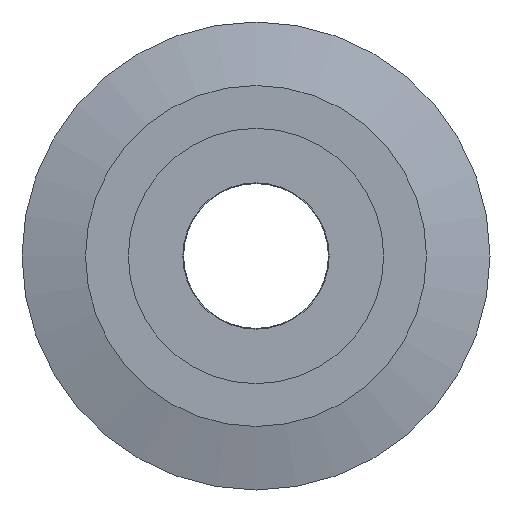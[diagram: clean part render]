
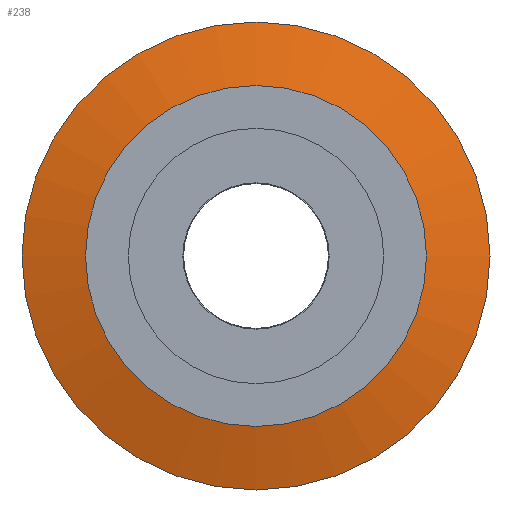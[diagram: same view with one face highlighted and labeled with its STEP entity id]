
A CAD part, front view. The second image highlights one B-rep face of the part: STEP entity #238.
In plain terms, the highlighted conical face has half-angle 75 degrees and reference radius 23.768 mm.
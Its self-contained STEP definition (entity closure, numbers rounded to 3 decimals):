
#26=CONICAL_SURFACE('',#281,23.768,1.309);
#31=FACE_OUTER_BOUND('',#45,.T.);
#45=EDGE_LOOP('',(#182,#183,#184,#185,#186,#187));
#61=LINE('',#427,#69);
#69=VECTOR('',#345,23.768);
#82=CIRCLE('',#279,20.036);
#83=CIRCLE('',#280,20.036);
#84=CIRCLE('',#282,27.5);
#85=CIRCLE('',#283,27.5);
#108=VERTEX_POINT('',#418);
#109=VERTEX_POINT('',#419);
#110=VERTEX_POINT('',#423);
#111=VERTEX_POINT('',#424);
#137=EDGE_CURVE('',#108,#109,#82,.T.);
#138=EDGE_CURVE('',#109,#108,#83,.T.);
#139=EDGE_CURVE('',#110,#111,#84,.T.);
#140=EDGE_CURVE('',#111,#110,#85,.T.);
#141=EDGE_CURVE('',#111,#109,#61,.T.);
#182=ORIENTED_EDGE('',*,*,#139,.F.);
#183=ORIENTED_EDGE('',*,*,#140,.F.);
#184=ORIENTED_EDGE('',*,*,#141,.T.);
#185=ORIENTED_EDGE('',*,*,#138,.T.);
#186=ORIENTED_EDGE('',*,*,#137,.T.);
#187=ORIENTED_EDGE('',*,*,#141,.F.);
#238=ADVANCED_FACE('',(#31),#26,.T.);
#279=AXIS2_PLACEMENT_3D('',#420,#335,#336);
#280=AXIS2_PLACEMENT_3D('',#421,#337,#338);
#281=AXIS2_PLACEMENT_3D('',#422,#339,#340);
#282=AXIS2_PLACEMENT_3D('',#425,#341,#342);
#283=AXIS2_PLACEMENT_3D('',#426,#343,#344);
#335=DIRECTION('center_axis',(0.,1.,0.));
#336=DIRECTION('ref_axis',(1.,0.,0.));
#337=DIRECTION('center_axis',(0.,1.,0.));
#338=DIRECTION('ref_axis',(1.,0.,0.));
#339=DIRECTION('center_axis',(0.,1.,0.));
#340=DIRECTION('ref_axis',(-1.,0.,0.));
#341=DIRECTION('center_axis',(0.,1.,0.));
#342=DIRECTION('ref_axis',(1.,0.,0.));
#343=DIRECTION('center_axis',(0.,1.,0.));
#344=DIRECTION('ref_axis',(1.,0.,0.));
#345=DIRECTION('',(-0.966,-0.259,0.));
#418=CARTESIAN_POINT('',(-20.036,23.,0.));
#419=CARTESIAN_POINT('',(20.036,23.,0.));
#420=CARTESIAN_POINT('Origin',(0.,23.,0.));
#421=CARTESIAN_POINT('Origin',(0.,23.,0.));
#422=CARTESIAN_POINT('Origin',(0.,24.,0.));
#423=CARTESIAN_POINT('',(-27.5,25.,0.));
#424=CARTESIAN_POINT('',(27.5,25.,0.));
#425=CARTESIAN_POINT('Origin',(0.,25.,0.));
#426=CARTESIAN_POINT('Origin',(0.,25.,0.));
#427=CARTESIAN_POINT('',(23.768,24.,0.));
